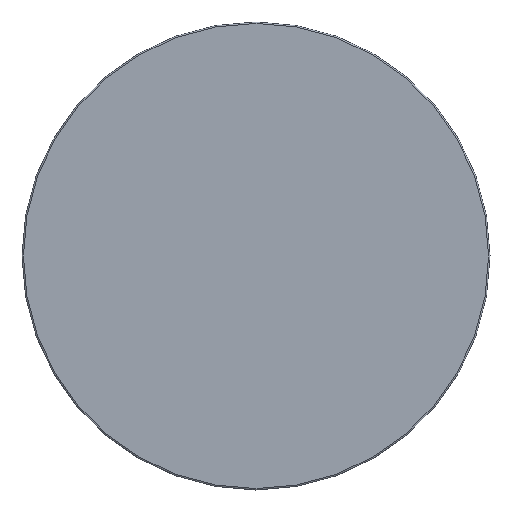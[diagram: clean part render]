
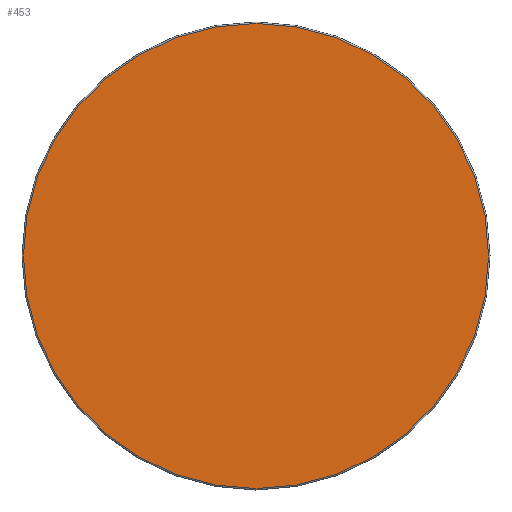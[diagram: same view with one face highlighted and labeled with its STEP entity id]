
A CAD part, front view. The second image highlights one B-rep face of the part: STEP entity #453.
In plain terms, the highlighted planar face has unit normal (0, -1, 0).
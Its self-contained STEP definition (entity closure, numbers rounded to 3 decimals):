
#71=FACE_OUTER_BOUND('',#98,.T.);
#98=EDGE_LOOP('',(#298,#299));
#136=CIRCLE('',#511,121.919);
#137=CIRCLE('',#512,121.919);
#185=VERTEX_POINT('',#763);
#186=VERTEX_POINT('',#764);
#233=EDGE_CURVE('',#185,#186,#136,.T.);
#234=EDGE_CURVE('',#186,#185,#137,.T.);
#298=ORIENTED_EDGE('',*,*,#233,.F.);
#299=ORIENTED_EDGE('',*,*,#234,.F.);
#413=PLANE('',#510);
#453=ADVANCED_FACE('',(#71),#413,.T.);
#510=AXIS2_PLACEMENT_3D('',#762,#604,#605);
#511=AXIS2_PLACEMENT_3D('',#765,#606,#607);
#512=AXIS2_PLACEMENT_3D('',#766,#608,#609);
#604=DIRECTION('center_axis',(0.,-1.,0.));
#605=DIRECTION('ref_axis',(0.,0.,-1.));
#606=DIRECTION('center_axis',(0.,1.,0.));
#607=DIRECTION('ref_axis',(1.,0.,0.));
#608=DIRECTION('center_axis',(0.,1.,0.));
#609=DIRECTION('ref_axis',(1.,0.,0.));
#762=CARTESIAN_POINT('Origin',(-121.919,0.,0.));
#763=CARTESIAN_POINT('',(-121.919,0.,0.));
#764=CARTESIAN_POINT('',(0.,0.,-121.919));
#765=CARTESIAN_POINT('Origin',(0.,0.,0.));
#766=CARTESIAN_POINT('Origin',(0.,0.,0.));
